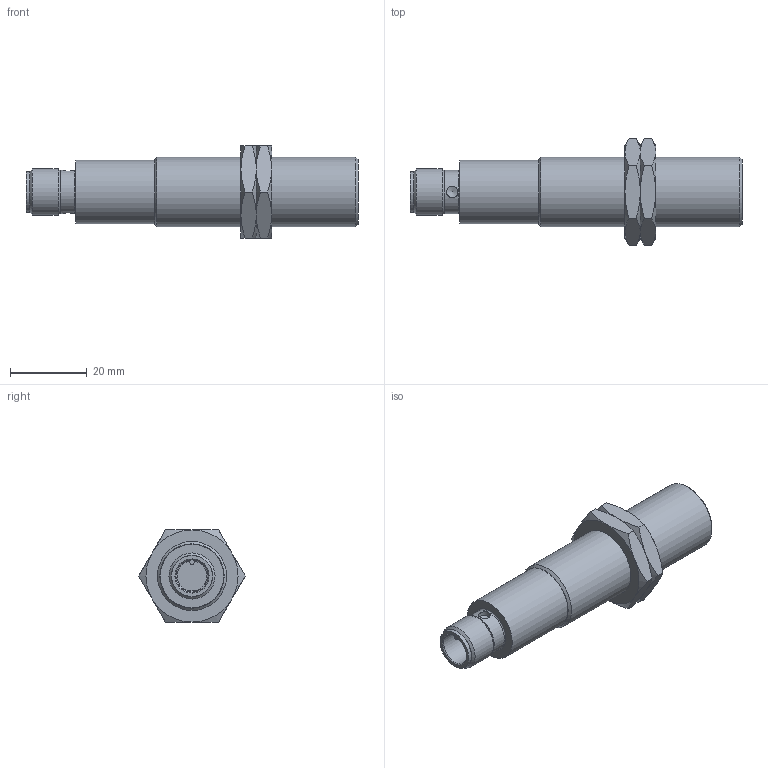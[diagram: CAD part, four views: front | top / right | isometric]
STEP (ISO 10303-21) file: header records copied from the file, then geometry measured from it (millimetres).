
FILE_DESCRIPTION( ( 'STEP AP203' ), '1' );
FILE_NAME( 'GG851S_2_03.stp', ' ', ( ' ' ), ( ' ' ), 'PSStep 15.0.47', 'PARTsolutions', ' ' );
FILE_SCHEMA( ( 'CONFIG_CONTROL_DESIGN' ) );
Length unit declared in the file: millimetre
Products named in the file (3): GG851S; _GG851S_part1; _SW24-L4-M18x1
Assembly tree (3 placements, depth 2):
  GG851S
    _GG851S_part1
    _SW24-L4-M18x1  x2
Bounding box: 86.5 x 27.71 x 24 mm (x, y, z)
Volume: 20881.3 mm3; surface area: 7315 mm2
Topology: 3 solids, 3 shells, 74 faces, 154 edges, 91 vertices
Faces by surface type: cone 35, plane 26, cylinder 11, torus 2
Full cylindrical faces by diameter (mm): 3 x2, 8.4 x1, 10.6 x1, 11.3 x1, 12 x1, 16.6 x1, 16.917 x2, 18 x1
Entity records: 1528 total; most frequent: CARTESIAN_POINT 454, DIRECTION 204, ORIENTED_EDGE 164, AXIS2_PLACEMENT_3D 95, EDGE_CURVE 82, EDGE_LOOP 77, FACE_OUTER_BOUND 61, VERTEX_POINT 61
